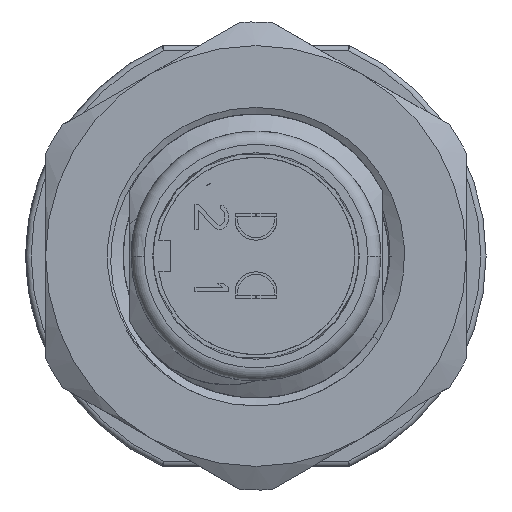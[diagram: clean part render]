
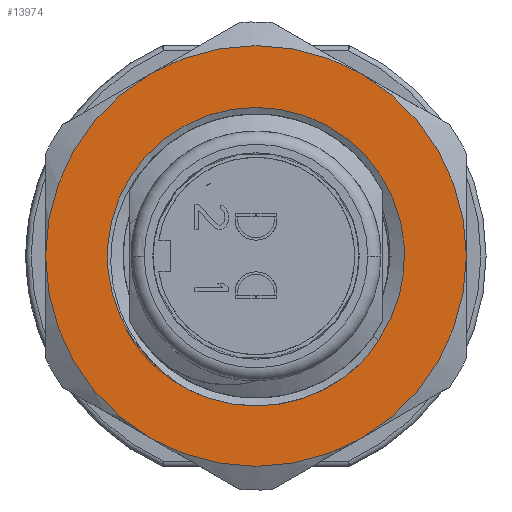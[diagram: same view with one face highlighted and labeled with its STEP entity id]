
A CAD part, left-side view. The second image highlights one B-rep face of the part: STEP entity #13974.
In plain terms, the highlighted planar face has unit normal (-1, 0, 0).
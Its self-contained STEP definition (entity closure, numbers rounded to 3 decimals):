
#300=CARTESIAN_POINT('',(-73.,3.423,-4.495));
#440=CARTESIAN_POINT('',(-73.,-4.656,
-3.201));
#441=CARTESIAN_POINT('',(-73.,-4.595,
-3.299));
#442=CARTESIAN_POINT('',(-73.,-4.469,
-3.489));
#443=CARTESIAN_POINT('',(-73.,-4.263,
-3.764));
#444=CARTESIAN_POINT('',(-73.,-4.114,
-3.938));
#445=CARTESIAN_POINT('',(-73.,-4.037,
-4.023));
#515=CARTESIAN_POINT('',(-73.,0.,0.));
#516=DIRECTION('',(1.,0.,0.));
#517=DIRECTION('',(0.,0.5,-0.866));
#518=AXIS2_PLACEMENT_3D('',#515,#516,#517);
#520=CARTESIAN_POINT('',(-73.,0.,0.));
#521=DIRECTION('',(1.,0.,0.));
#522=DIRECTION('',(0.,1.,0.));
#523=AXIS2_PLACEMENT_3D('',#520,#521,#522);
#525=CARTESIAN_POINT('',(-73.,0.,0.));
#526=DIRECTION('',(1.,0.,0.));
#527=DIRECTION('',(0.,0.5,0.866));
#528=AXIS2_PLACEMENT_3D('',#525,#526,#527);
#530=CARTESIAN_POINT('',(-73.,0.,0.));
#531=DIRECTION('',(1.,0.,0.));
#532=DIRECTION('',(0.,-0.5,0.866));
#533=AXIS2_PLACEMENT_3D('',#530,#531,#532);
#535=CARTESIAN_POINT('',(-73.,0.,0.));
#536=DIRECTION('',(1.,0.,0.));
#537=DIRECTION('',(0.,-1.,0.));
#538=AXIS2_PLACEMENT_3D('',#535,#536,#537);
#540=CARTESIAN_POINT('',(-73.,0.,0.));
#541=DIRECTION('',(1.,0.,0.));
#542=DIRECTION('',(0.,-0.5,-0.866));
#543=AXIS2_PLACEMENT_3D('',#540,#541,#542);
#545=CARTESIAN_POINT('',(-73.,0.,0.));
#546=DIRECTION('',(-1.,0.,0.));
#547=DIRECTION('',(0.,-0.824,-0.566));
#548=AXIS2_PLACEMENT_3D('',#545,#546,#547);
#550=CARTESIAN_POINT('',(-73.,0.,0.));
#551=DIRECTION('',(-1.,0.,0.));
#552=DIRECTION('',(0.,0.,1.));
#553=AXIS2_PLACEMENT_3D('',#550,#551,#552);
#555=CARTESIAN_POINT('',(-73.,0.,0.));
#556=DIRECTION('',(-1.,0.,0.));
#557=DIRECTION('',(0.,0.452,-0.892));
#558=AXIS2_PLACEMENT_3D('',#555,#556,#557);
#581=CARTESIAN_POINT('',(-73.,4.,-6.928));
#610=CARTESIAN_POINT('',(-73.,-4.,-6.928));
#639=CARTESIAN_POINT('',(-73.,-8.,0.));
#668=CARTESIAN_POINT('',(-73.,-4.,6.928));
#695=CARTESIAN_POINT('',(-73.,4.,6.928));
#718=CARTESIAN_POINT('',(-73.,8.,0.));
#965=CARTESIAN_POINT('',(-73.,2.577,-5.084));
#1043=CARTESIAN_POINT('',(-73.,2.577,
-5.084));
#1044=CARTESIAN_POINT('',(-73.,2.677,
-5.027));
#1045=CARTESIAN_POINT('',(-73.,2.873,
-4.907));
#1046=CARTESIAN_POINT('',(-73.,3.155,
-4.711));
#1047=CARTESIAN_POINT('',(-73.,3.335,
-4.569));
#1048=CARTESIAN_POINT('',(-73.,3.423,
-4.495));
#11261=CARTESIAN_POINT('',(-73.,-4.656,
-3.201));
#11262=VERTEX_POINT('',#11261);
#11263=VERTEX_POINT('',#445);
#11267=VERTEX_POINT('',#300);
#11268=CARTESIAN_POINT('',(-73.,0.,
5.65));
#11269=VERTEX_POINT('',#11268);
#11271=VERTEX_POINT('',#965);
#11304=VERTEX_POINT('',#695);
#11308=VERTEX_POINT('',#668);
#11312=VERTEX_POINT('',#639);
#11316=VERTEX_POINT('',#610);
#11320=VERTEX_POINT('',#581);
#11324=VERTEX_POINT('',#718);
#13946=CARTESIAN_POINT('',(-73.,0.,0.));
#13947=DIRECTION('',(1.,0.,0.));
#13948=DIRECTION('',(0.,-1.,0.));
#13949=AXIS2_PLACEMENT_3D('',#13946,#13947,#13948);
#13950=PLANE('',#13949);
#13952=ORIENTED_EDGE('',*,*,#13951,.T.);
#13954=ORIENTED_EDGE('',*,*,#13953,.T.);
#13956=ORIENTED_EDGE('',*,*,#13955,.T.);
#13958=ORIENTED_EDGE('',*,*,#13957,.T.);
#13960=ORIENTED_EDGE('',*,*,#13959,.T.);
#13962=ORIENTED_EDGE('',*,*,#13961,.T.);
#13963=EDGE_LOOP('',(#13952,#13954,#13956,#13958,#13960,#13962));
#13964=FACE_OUTER_BOUND('',#13963,.F.);
#13965=ORIENTED_EDGE('',*,*,#13471,.T.);
#13966=ORIENTED_EDGE('',*,*,#13469,.T.);
#13968=ORIENTED_EDGE('',*,*,#13967,.F.);
#13970=ORIENTED_EDGE('',*,*,#13969,.T.);
#13971=ORIENTED_EDGE('',*,*,#13888,.F.);
#13972=EDGE_LOOP('',(#13965,#13966,#13968,#13970,#13971));
#13973=FACE_BOUND('',#13972,.F.);
#13974=ADVANCED_FACE('',(#13964,#13973),#13950,.F.);
#446=B_SPLINE_CURVE_WITH_KNOTS('',3,(#440,#441,#442,#443,#444,#445),
.UNSPECIFIED.,.F.,.F.,(4,1,1,4),(0.,0.333,0.667,1.),
.UNSPECIFIED.);
#519=CIRCLE('',#518,8.);
#524=CIRCLE('',#523,8.);
#529=CIRCLE('',#528,8.);
#534=CIRCLE('',#533,8.);
#539=CIRCLE('',#538,8.);
#544=CIRCLE('',#543,8.);
#549=CIRCLE('',#548,5.65);
#554=CIRCLE('',#553,5.65);
#559=CIRCLE('',#558,5.7);
#1049=B_SPLINE_CURVE_WITH_KNOTS('',3,(#1043,#1044,#1045,#1046,#1047,#1048),
.UNSPECIFIED.,.F.,.F.,(4,1,1,4),(0.,0.333,0.667,1.),
.UNSPECIFIED.);
#13469=EDGE_CURVE('',#11269,#11267,#554,.T.);
#13471=EDGE_CURVE('',#11262,#11269,#549,.T.);
#13888=EDGE_CURVE('',#11262,#11263,#446,.T.);
#13951=EDGE_CURVE('',#11320,#11324,#519,.T.);
#13953=EDGE_CURVE('',#11324,#11304,#524,.T.);
#13955=EDGE_CURVE('',#11304,#11308,#529,.T.);
#13957=EDGE_CURVE('',#11308,#11312,#534,.T.);
#13959=EDGE_CURVE('',#11312,#11316,#539,.T.);
#13961=EDGE_CURVE('',#11316,#11320,#544,.T.);
#13967=EDGE_CURVE('',#11271,#11267,#1049,.T.);
#13969=EDGE_CURVE('',#11271,#11263,#559,.T.);
